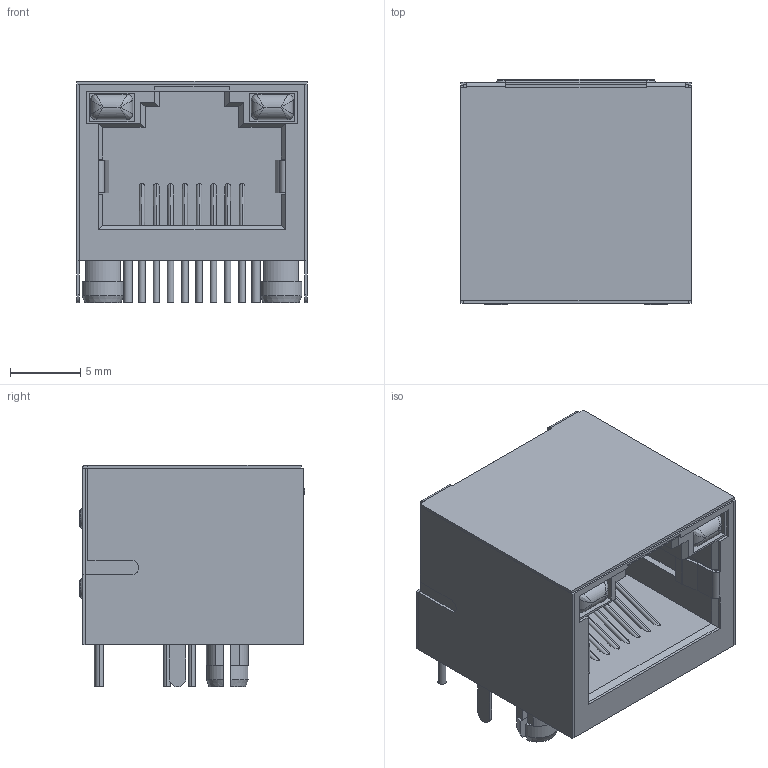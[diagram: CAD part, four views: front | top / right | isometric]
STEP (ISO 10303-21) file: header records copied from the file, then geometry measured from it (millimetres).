
FILE_DESCRIPTION (( 'STEP AP214' ), '1' );
FILE_NAME ('RJ45-TH_L16.3-W15.8-H13.1.step', '2022-07-09T14:37:13', ( '' ), ( '' ), 'SwSTEP 2.0', 'SolidWorks 2020', '' );
FILE_SCHEMA (( 'AUTOMOTIVE_DESIGN' ));
Length unit declared in the file: millimetre
Products named in the file (1): RJ45-TH_L16.3-W15.8-H13.1
Bounding box: 16.45 x 16.05 x 15.8 mm (x, y, z)
Volume: 2160.9 mm3; surface area: 3908.7 mm2
Topology: 25 solids, 25 shells, 628 faces, 1531 edges, 980 vertices
Faces by surface type: plane 404, bspline 120, cylinder 92, torus 8, cone 4
Entity records: 26066 total; most frequent: CARTESIAN_POINT 5648, ORIENTED_EDGE 3046, DIRECTION 2409, EDGE_CURVE 1523, LINE 1087, VECTOR 1087, VERTEX_POINT 980, EDGE_LOOP 679
